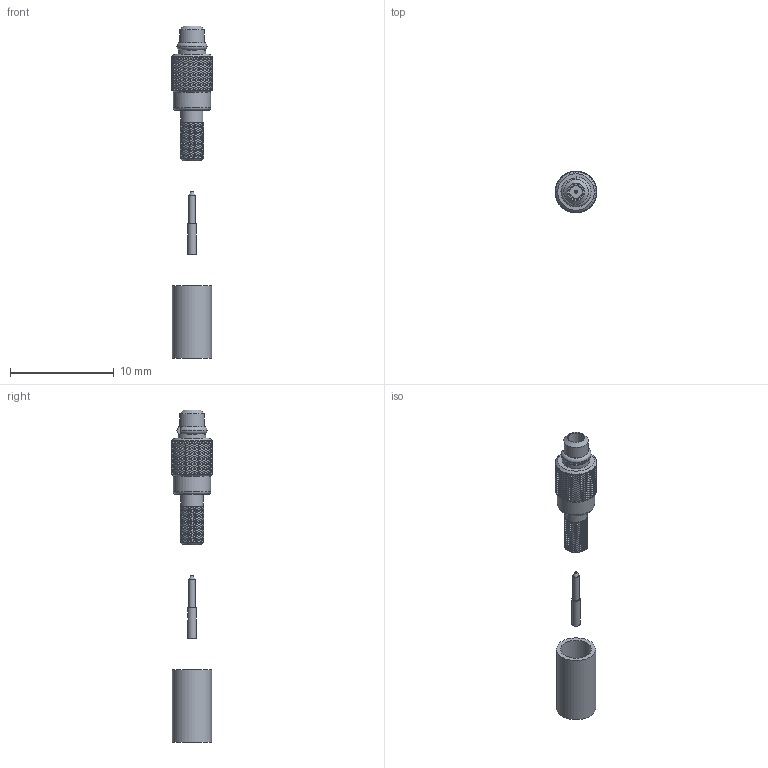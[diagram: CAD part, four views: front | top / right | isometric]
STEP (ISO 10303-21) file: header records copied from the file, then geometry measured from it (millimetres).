
FILE_DESCRIPTION( ( 'Unknown' ), '1' );
FILE_NAME( '66046011210310.stp', 'Unknown', ( 'Unknown' ), ( 'Unknown' ), 'PSStep 21.0.46', 'Unknown', ' ' );
FILE_SCHEMA( ( 'AUTOMOTIVE_DESIGN { 1 0 10303 214 1 1 1 1 }' ) );
Length unit declared in the file: millimetre
Products named in the file (8): 66046011210310_housing
Bounding box: 4.02 x 4.02 x 32.07 mm (x, y, z)
Volume: 201.4 mm3; surface area: 1050.7 mm2
Topology: 8 solids, 8 shells, 11936 faces, 24500 edges, 12546 vertices
Faces by surface type: bspline 9000, cylinder 2436, plane 404, cone 84, torus 12
Full cylindrical faces by diameter (mm): 0.3 x4, 0.6 x4, 0.75 x2, 0.8 x2, 1.2 x2, 1.55 x2, 1.7 x2, 1.8 x2, 2 x2, 2.15 x2, 2.4 x2, 2.55 x2, 2.7 x2, 2.8 x2, 2.9 x2, 3 x4, 3.6 x2, 3.8 x2
Entity records: 744278 total; most frequent: CARTESIAN_POINT 504976, ORIENTED_EDGE 48800, EDGE_CURVE 24400, VERTEX_POINT 12518, EDGE_LOOP 12106, FACE_OUTER_BOUND 11982, STYLED_ITEM 11936, PRESENTATION_STYLE_ASSIGNMENT 11936
